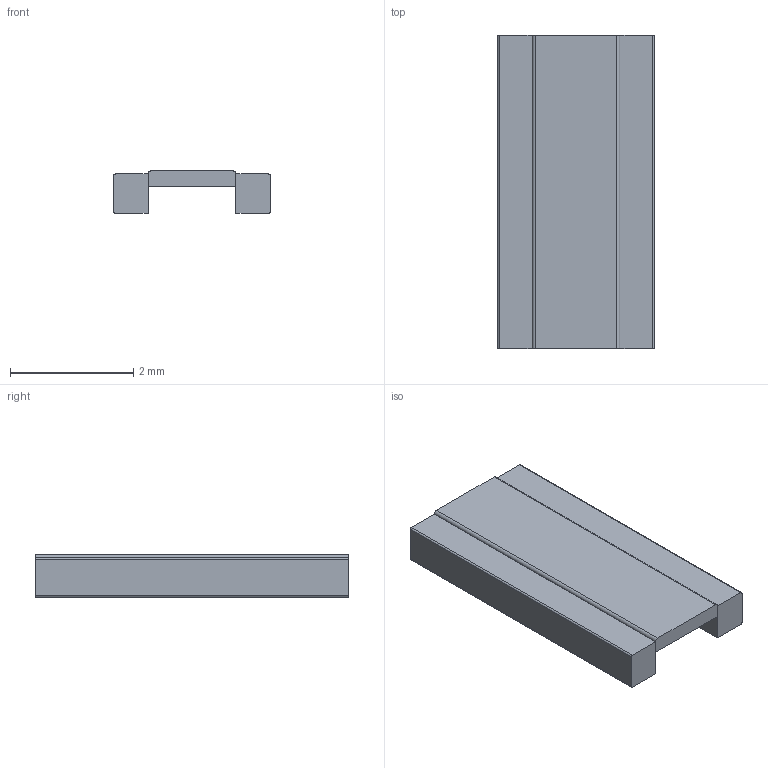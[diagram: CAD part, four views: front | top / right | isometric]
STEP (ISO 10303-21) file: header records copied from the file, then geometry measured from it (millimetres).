
FILE_DESCRIPTION(/* description */ (''),/* implementation_level */ '2;1');
FILE_NAME(/* name */ 'WSL1020.stp',/* time_stamp */ '2016-11-09T17:12:36-06:00',/* author */ ('Neil'),/* organization */ (''),/* preprocessor_version */ 'ST-DEVELOPER v15.2',/* originating_system */ 'Autodesk Inventor LT ',/* authorisation */ '');
FILE_SCHEMA (('AUTOMOTIVE_DESIGN { 1 0 10303 214 3 1 1 }'));
Length unit declared in the file: millimetre
Products named in the file (1): WSL1020
Bounding box: 2.54 x 5.08 x 0.69 mm (x, y, z)
Volume: 5.4 mm3; surface area: 75.9 mm2
Topology: 6 solids, 6 shells, 54 faces, 128 edges, 84 vertices
Faces by surface type: plane 43, cylinder 11
Entity records: 1593 total; most frequent: CARTESIAN_POINT 267, DIRECTION 260, ORIENTED_EDGE 256, EDGE_CURVE 128, LINE 106, VECTOR 106, VERTEX_POINT 84, AXIS2_PLACEMENT_3D 77
